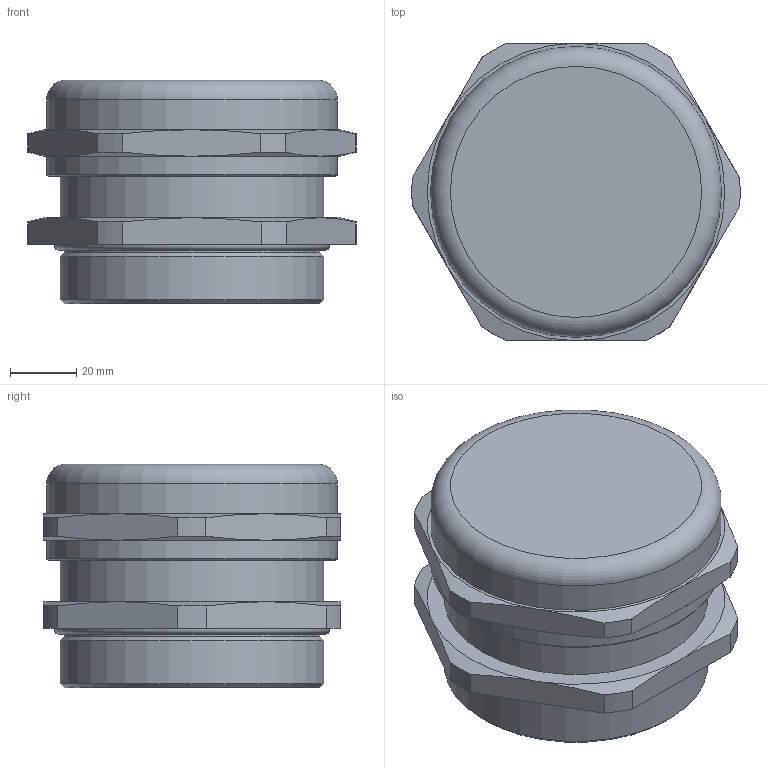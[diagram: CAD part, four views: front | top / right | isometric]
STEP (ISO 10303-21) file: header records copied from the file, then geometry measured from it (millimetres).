
FILE_DESCRIPTION((''),'2;1');
FILE_NAME('BDSM-10.stp','2012-10-01T11:03:08',('mustafa'),(''),'Autodesk Inventor 2013','Autodesk Inventor 2013','');
FILE_SCHEMA(('AUTOMOTIVE_DESIGN { 1 0 10303 214 1 1 1 1 }'));
Length unit declared in the file: inch
Products named in the file (1): M80x2.0 METAL RAKOR SD (60-66)_Shrinkwrap_1
Bounding box: 99.27 x 90.12 x 67.66 mm (x, y, z)
Volume: 378522.5 mm3; surface area: 44275.4 mm2
Topology: 1 solids, 3 shells, 65 faces, 151 edges, 96 vertices
Faces by surface type: plane 22, cone 20, cylinder 19, torus 4
Full cylindrical faces by diameter (mm): 72.2 x1, 77.3 x2, 79.8 x2, 88 x2
Entity records: 1745 total; most frequent: CARTESIAN_POINT 362, DIRECTION 290, ORIENTED_EDGE 266, EDGE_CURVE 133, AXIS2_PLACEMENT_3D 127, VERTEX_POINT 91, EDGE_LOOP 84, FACE_OUTER_BOUND 65
